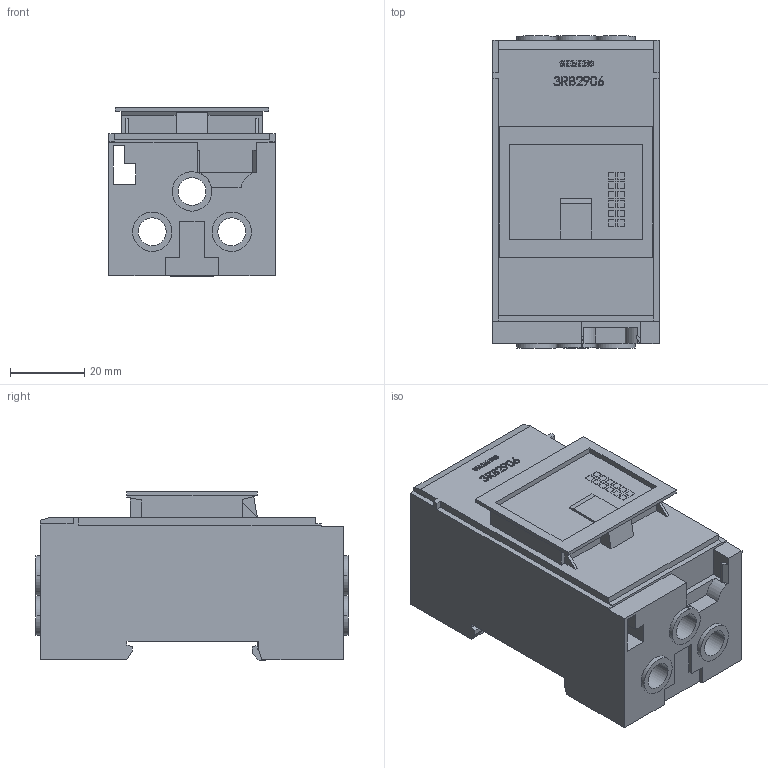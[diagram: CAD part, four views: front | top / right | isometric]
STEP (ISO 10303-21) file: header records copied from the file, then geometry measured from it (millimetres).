
FILE_DESCRIPTION (( 'STEP AP214' ), '1' );
FILE_NAME ('3RB2906.STEP', '2007-01-17T06:48:08', ( 'Günter Reindl' ), ( 'Siemens and Partners' ), 'SwSTEP 2.0', 'SolidWorks 2007', '' );
FILE_SCHEMA (( 'AUTOMOTIVE_DESIGN' ));
Length unit declared in the file: millimetre
Products named in the file (1): 3RB2906
Bounding box: 44.8 x 84 x 45.4 mm (x, y, z)
Volume: 121944.6 mm3; surface area: 27865.5 mm2
Topology: 1 solids, 1 shells, 412 faces, 1107 edges, 736 vertices
Faces by surface type: plane 306, bspline 85, cylinder 21
Entity records: 19177 total; most frequent: CARTESIAN_POINT 7221, ORIENTED_EDGE 2214, DIRECTION 1635, EDGE_CURVE 1107, LINE 895, VECTOR 895, VERTEX_POINT 736, EDGE_LOOP 459
